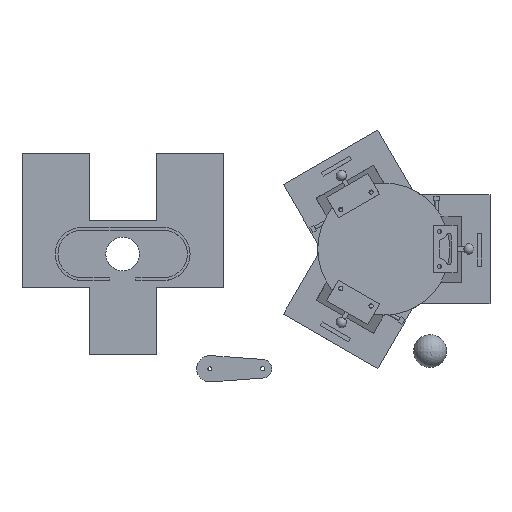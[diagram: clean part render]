
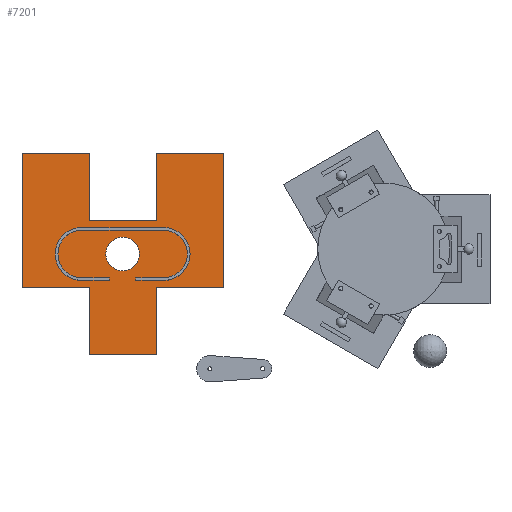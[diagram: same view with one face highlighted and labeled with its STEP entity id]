
A CAD part, top view. The second image highlights one B-rep face of the part: STEP entity #7201.
In plain terms, the highlighted face is planar.
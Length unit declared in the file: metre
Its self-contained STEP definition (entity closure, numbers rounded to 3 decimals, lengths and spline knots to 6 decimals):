
#442=CIRCLE('',#8134,0.0127);
#443=CIRCLE('',#8135,0.02);
#444=CIRCLE('',#8136,0.02);
#445=CIRCLE('',#8137,0.018);
#446=CIRCLE('',#8138,0.018);
#2301=ORIENTED_EDGE('',*,*,#3362,.F.);
#2302=ORIENTED_EDGE('',*,*,#3363,.F.);
#2303=ORIENTED_EDGE('',*,*,#3364,.F.);
#2304=ORIENTED_EDGE('',*,*,#3365,.T.);
#2305=ORIENTED_EDGE('',*,*,#3366,.T.);
#2306=ORIENTED_EDGE('',*,*,#3367,.T.);
#2307=ORIENTED_EDGE('',*,*,#3368,.F.);
#2308=ORIENTED_EDGE('',*,*,#3369,.T.);
#2309=ORIENTED_EDGE('',*,*,#3370,.T.);
#2310=ORIENTED_EDGE('',*,*,#3371,.F.);
#2311=ORIENTED_EDGE('',*,*,#3372,.F.);
#2312=ORIENTED_EDGE('',*,*,#3373,.F.);
#2313=ORIENTED_EDGE('',*,*,#3374,.T.);
#2314=ORIENTED_EDGE('',*,*,#3375,.F.);
#2315=ORIENTED_EDGE('',*,*,#3353,.F.);
#2316=ORIENTED_EDGE('',*,*,#3349,.T.);
#2317=ORIENTED_EDGE('',*,*,#3376,.T.);
#2318=ORIENTED_EDGE('',*,*,#3377,.F.);
#2319=ORIENTED_EDGE('',*,*,#3361,.T.);
#2320=ORIENTED_EDGE('',*,*,#3378,.T.);
#2321=ORIENTED_EDGE('',*,*,#3379,.F.);
#2322=ORIENTED_EDGE('',*,*,#3357,.F.);
#2323=ORIENTED_EDGE('',*,*,#3380,.F.);
#2324=ORIENTED_EDGE('',*,*,#3381,.T.);
#2325=ORIENTED_EDGE('',*,*,#3382,.F.);
#3349=EDGE_CURVE('',#4052,#4051,#4717,.T.);
#3353=EDGE_CURVE('',#4052,#4054,#4721,.T.);
#3357=EDGE_CURVE('',#4058,#4056,#4725,.T.);
#3361=EDGE_CURVE('',#4060,#4062,#4729,.T.);
#3362=EDGE_CURVE('',#4063,#4063,#442,.T.);
#3363=EDGE_CURVE('',#4064,#4065,#4730,.T.);
#3364=EDGE_CURVE('',#4066,#4064,#4731,.T.);
#3365=EDGE_CURVE('',#4066,#4067,#443,.T.);
#3366=EDGE_CURVE('',#4067,#4068,#4732,.T.);
#3367=EDGE_CURVE('',#4068,#4069,#444,.T.);
#3368=EDGE_CURVE('',#4070,#4069,#4733,.T.);
#3369=EDGE_CURVE('',#4070,#4071,#4734,.T.);
#3370=EDGE_CURVE('',#4071,#4072,#4735,.T.);
#3371=EDGE_CURVE('',#4073,#4072,#445,.T.);
#3372=EDGE_CURVE('',#4074,#4073,#4736,.T.);
#3373=EDGE_CURVE('',#4075,#4074,#446,.T.);
#3374=EDGE_CURVE('',#4075,#4065,#4737,.T.);
#3375=EDGE_CURVE('',#4054,#4076,#4738,.T.);
#3376=EDGE_CURVE('',#4051,#4077,#4739,.T.);
#3377=EDGE_CURVE('',#4060,#4077,#4740,.T.);
#3378=EDGE_CURVE('',#4062,#4078,#4741,.T.);
#3379=EDGE_CURVE('',#4056,#4078,#4742,.T.);
#3380=EDGE_CURVE('',#4079,#4058,#4743,.T.);
#3381=EDGE_CURVE('',#4079,#4080,#4744,.T.);
#3382=EDGE_CURVE('',#4076,#4080,#4745,.T.);
#4051=VERTEX_POINT('',#12468);
#4052=VERTEX_POINT('',#12470);
#4054=VERTEX_POINT('',#12475);
#4056=VERTEX_POINT('',#12481);
#4058=VERTEX_POINT('',#12485);
#4060=VERTEX_POINT('',#12490);
#4062=VERTEX_POINT('',#12494);
#4063=VERTEX_POINT('',#12498);
#4064=VERTEX_POINT('',#12500);
#4065=VERTEX_POINT('',#12501);
#4066=VERTEX_POINT('',#12503);
#4067=VERTEX_POINT('',#12505);
#4068=VERTEX_POINT('',#12507);
#4069=VERTEX_POINT('',#12509);
#4070=VERTEX_POINT('',#12511);
#4071=VERTEX_POINT('',#12513);
#4072=VERTEX_POINT('',#12515);
#4073=VERTEX_POINT('',#12517);
#4074=VERTEX_POINT('',#12519);
#4075=VERTEX_POINT('',#12521);
#4076=VERTEX_POINT('',#12524);
#4077=VERTEX_POINT('',#12526);
#4078=VERTEX_POINT('',#12529);
#4079=VERTEX_POINT('',#12532);
#4080=VERTEX_POINT('',#12534);
#4717=LINE('',#12469,#5401);
#4721=LINE('',#12477,#5405);
#4725=LINE('',#12486,#5409);
#4729=LINE('',#12495,#5413);
#4730=LINE('',#12499,#5414);
#4731=LINE('',#12502,#5415);
#4732=LINE('',#12506,#5416);
#4733=LINE('',#12510,#5417);
#4734=LINE('',#12512,#5418);
#4735=LINE('',#12514,#5419);
#4736=LINE('',#12518,#5420);
#4737=LINE('',#12522,#5421);
#4738=LINE('',#12523,#5422);
#4739=LINE('',#12525,#5423);
#4740=LINE('',#12527,#5424);
#4741=LINE('',#12528,#5425);
#4742=LINE('',#12530,#5426);
#4743=LINE('',#12531,#5427);
#4744=LINE('',#12533,#5428);
#4745=LINE('',#12535,#5429);
#5401=VECTOR('',#10026,1.);
#5405=VECTOR('',#10032,1.);
#5409=VECTOR('',#10038,1.);
#5413=VECTOR('',#10044,1.);
#5414=VECTOR('',#10049,1.);
#5415=VECTOR('',#10050,1.);
#5416=VECTOR('',#10053,1.);
#5417=VECTOR('',#10056,1.);
#5418=VECTOR('',#10057,1.);
#5419=VECTOR('',#10058,1.);
#5420=VECTOR('',#10061,1.);
#5421=VECTOR('',#10064,1.);
#5422=VECTOR('',#10065,1.);
#5423=VECTOR('',#10066,1.);
#5424=VECTOR('',#10067,1.);
#5425=VECTOR('',#10068,1.);
#5426=VECTOR('',#10069,1.);
#5427=VECTOR('',#10070,1.);
#5428=VECTOR('',#10071,1.);
#5429=VECTOR('',#10072,1.);
#5971=EDGE_LOOP('',(#2301));
#5972=EDGE_LOOP('',(#2302,#2303,#2304,#2305,#2306,#2307,#2308,#2309,#2310,
#2311,#2312,#2313));
#5973=EDGE_LOOP('',(#2314,#2315,#2316,#2317,#2318,#2319,#2320,#2321,#2322,
#2323,#2324,#2325));
#6503=FACE_BOUND('',#5971,.T.);
#6504=FACE_BOUND('',#5972,.T.);
#6505=FACE_BOUND('',#5973,.T.);
#6804=PLANE('',#8133);
#7201=ADVANCED_FACE('',(#6503,#6504,#6505),#6804,.F.);
#8133=AXIS2_PLACEMENT_3D('',#12496,#10045,#10046);
#8134=AXIS2_PLACEMENT_3D('',#12497,#10047,#10048);
#8135=AXIS2_PLACEMENT_3D('',#12504,#10051,#10052);
#8136=AXIS2_PLACEMENT_3D('',#12508,#10054,#10055);
#8137=AXIS2_PLACEMENT_3D('',#12516,#10059,#10060);
#8138=AXIS2_PLACEMENT_3D('',#12520,#10062,#10063);
#10026=DIRECTION('',(0.,1.,0.));
#10032=DIRECTION('',(1.,0.,0.));
#10038=DIRECTION('',(0.,1.,0.));
#10044=DIRECTION('',(1.,0.,0.));
#10045=DIRECTION('',(0.,0.,1.));
#10046=DIRECTION('',(1.,0.,0.));
#10047=DIRECTION('',(0.,0.,-1.));
#10048=DIRECTION('',(-1.,0.,0.));
#10049=DIRECTION('',(0.,-1.,0.));
#10050=DIRECTION('',(1.,0.,0.));
#10051=DIRECTION('',(0.,0.,1.));
#10052=DIRECTION('',(1.,0.,0.));
#10053=DIRECTION('',(1.,0.,0.));
#10054=DIRECTION('',(0.,0.,1.));
#10055=DIRECTION('',(1.,0.,0.));
#10056=DIRECTION('',(1.,0.,0.));
#10057=DIRECTION('',(0.,-1.,0.));
#10058=DIRECTION('',(1.,0.,0.));
#10059=DIRECTION('',(0.,0.,1.));
#10060=DIRECTION('',(1.,0.,0.));
#10061=DIRECTION('',(1.,0.,0.));
#10062=DIRECTION('',(0.,0.,1.));
#10063=DIRECTION('',(1.,0.,0.));
#10064=DIRECTION('',(1.,0.,0.));
#10065=DIRECTION('',(0.,1.,0.));
#10066=DIRECTION('',(1.,0.,0.));
#10067=DIRECTION('',(0.,-1.,0.));
#10068=DIRECTION('',(0.,-1.,0.));
#10069=DIRECTION('',(-1.,0.,0.));
#10070=DIRECTION('',(1.,0.,0.));
#10071=DIRECTION('',(0.,1.,0.));
#10072=DIRECTION('',(1.,0.,0.));
#12468=CARTESIAN_POINT('',(-0.0762,0.0254,0.));
#12469=CARTESIAN_POINT('',(-0.0762,0.,0.));
#12470=CARTESIAN_POINT('',(-0.0762,-0.0762,0.));
#12475=CARTESIAN_POINT('',(-0.0254,-0.0762,0.));
#12477=CARTESIAN_POINT('',(0.,-0.0762,0.));
#12481=CARTESIAN_POINT('',(0.0762,0.0254,0.));
#12485=CARTESIAN_POINT('',(0.0762,-0.0762,0.));
#12486=CARTESIAN_POINT('',(0.0762,0.,0.));
#12490=CARTESIAN_POINT('',(-0.0254,0.0762,0.));
#12494=CARTESIAN_POINT('',(0.0254,0.0762,0.));
#12495=CARTESIAN_POINT('',(0.,0.0762,0.));
#12496=CARTESIAN_POINT('',(0.,0.,0.));
#12497=CARTESIAN_POINT('',(0.,0.,0.));
#12498=CARTESIAN_POINT('',(-0.0127,0.,0.));
#12499=CARTESIAN_POINT('',(-0.01,0.,0.));
#12500=CARTESIAN_POINT('',(-0.01,0.02,0.));
#12501=CARTESIAN_POINT('',(-0.01,0.018,0.));
#12502=CARTESIAN_POINT('',(0.,0.02,0.));
#12503=CARTESIAN_POINT('',(-0.031,0.02,0.));
#12504=CARTESIAN_POINT('',(-0.031,0.,0.));
#12505=CARTESIAN_POINT('',(-0.031,-0.02,0.));
#12506=CARTESIAN_POINT('',(0.,-0.02,0.));
#12507=CARTESIAN_POINT('',(0.031,-0.02,0.));
#12508=CARTESIAN_POINT('',(0.031,0.,0.));
#12509=CARTESIAN_POINT('',(0.031,0.02,0.));
#12510=CARTESIAN_POINT('',(0.,0.02,0.));
#12511=CARTESIAN_POINT('',(0.01,0.02,0.));
#12512=CARTESIAN_POINT('',(0.01,0.,0.));
#12513=CARTESIAN_POINT('',(0.01,0.018,0.));
#12514=CARTESIAN_POINT('',(0.,0.018,0.));
#12515=CARTESIAN_POINT('',(0.031,0.018,0.));
#12516=CARTESIAN_POINT('',(0.031,0.,0.));
#12517=CARTESIAN_POINT('',(0.031,-0.018,0.));
#12518=CARTESIAN_POINT('',(0.,-0.018,0.));
#12519=CARTESIAN_POINT('',(-0.031,-0.018,0.));
#12520=CARTESIAN_POINT('',(-0.031,0.,0.));
#12521=CARTESIAN_POINT('',(-0.031,0.018,0.));
#12522=CARTESIAN_POINT('',(0.,0.018,0.));
#12523=CARTESIAN_POINT('',(-0.0254,-0.0508,0.));
#12524=CARTESIAN_POINT('',(-0.0254,-0.0254,0.));
#12525=CARTESIAN_POINT('',(-0.0508,0.0254,0.));
#12526=CARTESIAN_POINT('',(-0.0254,0.0254,0.));
#12527=CARTESIAN_POINT('',(-0.0254,0.0508,0.));
#12528=CARTESIAN_POINT('',(0.0254,0.0508,0.));
#12529=CARTESIAN_POINT('',(0.0254,0.0254,0.));
#12530=CARTESIAN_POINT('',(0.0508,0.0254,0.));
#12531=CARTESIAN_POINT('',(0.,-0.0762,0.));
#12532=CARTESIAN_POINT('',(0.0254,-0.0762,0.));
#12533=CARTESIAN_POINT('',(0.0254,-0.0508,0.));
#12534=CARTESIAN_POINT('',(0.0254,-0.0254,0.));
#12535=CARTESIAN_POINT('',(0.,-0.0254,0.));
